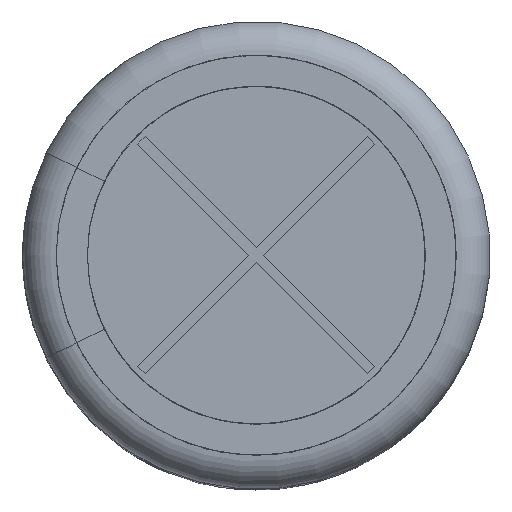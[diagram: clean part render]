
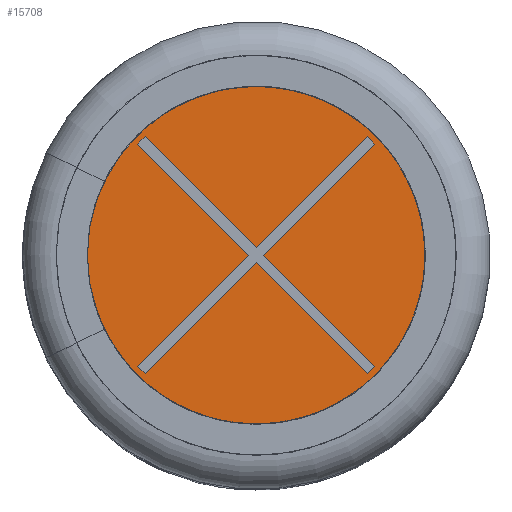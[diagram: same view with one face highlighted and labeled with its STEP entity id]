
A CAD part, top view. The second image highlights one B-rep face of the part: STEP entity #15708.
In plain terms, the highlighted planar face has unit normal (0, 0, 1).
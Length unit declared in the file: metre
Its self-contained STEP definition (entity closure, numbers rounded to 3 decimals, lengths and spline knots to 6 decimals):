
#499=PLANE('',#16444);
#840=CIRCLE('',#16445,0.006843);
#1625=LINE('',#35946,#2462);
#1626=LINE('',#35949,#2463);
#1627=LINE('',#35951,#2464);
#1628=LINE('',#35953,#2465);
#1629=LINE('',#35955,#2466);
#1630=LINE('',#35957,#2467);
#1631=LINE('',#35959,#2468);
#1632=LINE('',#35961,#2469);
#1633=LINE('',#35963,#2470);
#1634=LINE('',#35965,#2471);
#1635=LINE('',#35967,#2472);
#1636=LINE('',#35969,#2473);
#2462=VECTOR('',#18612,1.);
#2463=VECTOR('',#18613,1.);
#2464=VECTOR('',#18614,1.);
#2465=VECTOR('',#18615,1.);
#2466=VECTOR('',#18616,1.);
#2467=VECTOR('',#18617,1.);
#2468=VECTOR('',#18618,1.);
#2469=VECTOR('',#18619,1.);
#2470=VECTOR('',#18620,1.);
#2471=VECTOR('',#18621,1.);
#2472=VECTOR('',#18622,1.);
#2473=VECTOR('',#18623,1.);
#5451=ORIENTED_EDGE('',*,*,#7167,.F.);
#5452=ORIENTED_EDGE('',*,*,#7168,.T.);
#5453=ORIENTED_EDGE('',*,*,#7169,.T.);
#5454=ORIENTED_EDGE('',*,*,#7170,.T.);
#5455=ORIENTED_EDGE('',*,*,#7171,.T.);
#5456=ORIENTED_EDGE('',*,*,#7172,.T.);
#5457=ORIENTED_EDGE('',*,*,#7173,.T.);
#5458=ORIENTED_EDGE('',*,*,#7174,.T.);
#5459=ORIENTED_EDGE('',*,*,#7175,.T.);
#5460=ORIENTED_EDGE('',*,*,#7176,.T.);
#5461=ORIENTED_EDGE('',*,*,#7177,.T.);
#5462=ORIENTED_EDGE('',*,*,#7178,.T.);
#5463=ORIENTED_EDGE('',*,*,#7179,.T.);
#7167=EDGE_CURVE('',#8281,#8281,#840,.T.);
#7168=EDGE_CURVE('',#8282,#8283,#1625,.T.);
#7169=EDGE_CURVE('',#8283,#8284,#1626,.T.);
#7170=EDGE_CURVE('',#8284,#8285,#1627,.T.);
#7171=EDGE_CURVE('',#8285,#8286,#1628,.T.);
#7172=EDGE_CURVE('',#8286,#8287,#1629,.T.);
#7173=EDGE_CURVE('',#8287,#8288,#1630,.T.);
#7174=EDGE_CURVE('',#8288,#8289,#1631,.T.);
#7175=EDGE_CURVE('',#8289,#8290,#1632,.T.);
#7176=EDGE_CURVE('',#8290,#8291,#1633,.T.);
#7177=EDGE_CURVE('',#8291,#8292,#1634,.T.);
#7178=EDGE_CURVE('',#8292,#8293,#1635,.T.);
#7179=EDGE_CURVE('',#8293,#8282,#1636,.T.);
#8281=VERTEX_POINT('',#35945);
#8282=VERTEX_POINT('',#35947);
#8283=VERTEX_POINT('',#35948);
#8284=VERTEX_POINT('',#35950);
#8285=VERTEX_POINT('',#35952);
#8286=VERTEX_POINT('',#35954);
#8287=VERTEX_POINT('',#35956);
#8288=VERTEX_POINT('',#35958);
#8289=VERTEX_POINT('',#35960);
#8290=VERTEX_POINT('',#35962);
#8291=VERTEX_POINT('',#35964);
#8292=VERTEX_POINT('',#35966);
#8293=VERTEX_POINT('',#35968);
#9520=EDGE_LOOP('',(#5451));
#9521=EDGE_LOOP('',(#5452,#5453,#5454,#5455,#5456,#5457,#5458,#5459,#5460,
#5461,#5462,#5463));
#10321=FACE_BOUND('',#9520,.T.);
#10322=FACE_BOUND('',#9521,.T.);
#15708=ADVANCED_FACE('',(#10321,#10322),#499,.T.);
#16444=AXIS2_PLACEMENT_3D('',#35943,#18608,#18609);
#16445=AXIS2_PLACEMENT_3D('',#35944,#18610,#18611);
#18608=DIRECTION('',(0.,0.,1.));
#18609=DIRECTION('',(1.,0.,0.));
#18610=DIRECTION('',(0.,0.,-1.));
#18611=DIRECTION('',(-1.,0.,0.));
#18612=DIRECTION('',(0.707,0.707,0.));
#18613=DIRECTION('',(0.707,-0.707,0.));
#18614=DIRECTION('',(0.707,0.707,0.));
#18615=DIRECTION('',(0.707,-0.707,0.));
#18616=DIRECTION('',(-0.707,-0.707,0.));
#18617=DIRECTION('',(0.707,-0.707,0.));
#18618=DIRECTION('',(-0.707,-0.707,0.));
#18619=DIRECTION('',(-0.707,0.707,0.));
#18620=DIRECTION('',(-0.707,-0.707,0.));
#18621=DIRECTION('',(-0.707,0.707,0.));
#18622=DIRECTION('',(0.707,0.707,0.));
#18623=DIRECTION('',(-0.707,0.707,0.));
#35943=CARTESIAN_POINT('',(-0.006843,0.,0.02478));
#35944=CARTESIAN_POINT('',(0.,0.,0.02478));
#35945=CARTESIAN_POINT('',(-0.006843,0.,0.02478));
#35946=CARTESIAN_POINT('',(-0.003801,0.004052,0.02478));
#35947=CARTESIAN_POINT('',(-0.004052,0.003801,0.02478));
#35948=CARTESIAN_POINT('',(-0.003801,0.004052,0.02478));
#35949=CARTESIAN_POINT('',(0.,0.000251,0.02478));
#35950=CARTESIAN_POINT('',(0.,0.000251,0.02478));
#35951=CARTESIAN_POINT('',(0.,0.000251,0.02478));
#35952=CARTESIAN_POINT('',(0.003801,0.004052,0.02478));
#35953=CARTESIAN_POINT('',(0.004052,0.003801,0.02478));
#35954=CARTESIAN_POINT('',(0.004052,0.003801,0.02478));
#35955=CARTESIAN_POINT('',(0.000251,0.,0.02478));
#35956=CARTESIAN_POINT('',(0.000251,0.,0.02478));
#35957=CARTESIAN_POINT('',(0.000251,0.,0.02478));
#35958=CARTESIAN_POINT('',(0.004052,-0.003801,0.02478));
#35959=CARTESIAN_POINT('',(0.004052,-0.003801,0.02478));
#35960=CARTESIAN_POINT('',(0.003801,-0.004052,0.02478));
#35961=CARTESIAN_POINT('',(0.,-0.000251,0.02478));
#35962=CARTESIAN_POINT('',(0.,-0.000251,0.02478));
#35963=CARTESIAN_POINT('',(0.,-0.000251,0.02478));
#35964=CARTESIAN_POINT('',(-0.003801,-0.004052,0.02478));
#35965=CARTESIAN_POINT('',(-0.003801,-0.004052,0.02478));
#35966=CARTESIAN_POINT('',(-0.004052,-0.003801,0.02478));
#35967=CARTESIAN_POINT('',(-0.000251,0.,0.02478));
#35968=CARTESIAN_POINT('',(-0.000251,0.,0.02478));
#35969=CARTESIAN_POINT('',(-0.000251,0.,0.02478));
